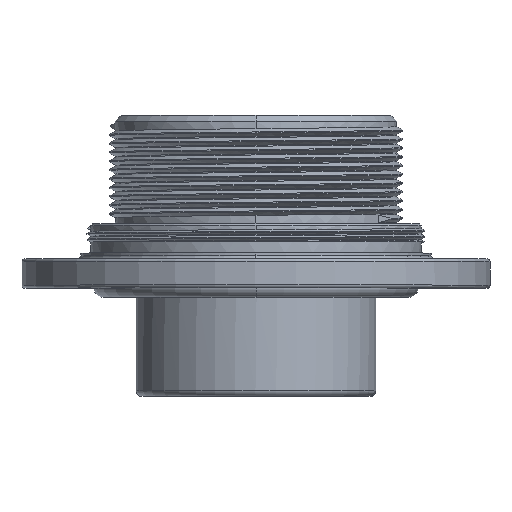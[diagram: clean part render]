
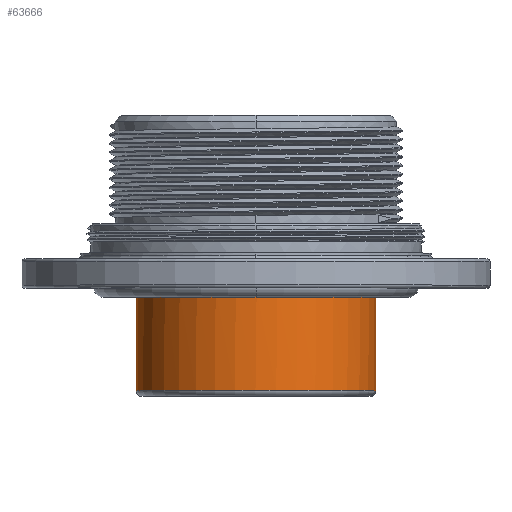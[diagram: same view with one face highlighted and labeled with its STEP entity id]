
A CAD part, top view. The second image highlights one B-rep face of the part: STEP entity #63666.
In plain terms, the highlighted cylindrical face has radius 20.5 mm (diameter 41 mm), a partial arc.
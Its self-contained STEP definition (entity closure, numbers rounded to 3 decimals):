
#16514=CARTESIAN_POINT('',(0.,1.,0.));
#16515=DIRECTION('',(0.,1.,0.));
#16516=DIRECTION('',(-1.,0.,0.));
#16517=AXIS2_PLACEMENT_3D('',#16514,#16515,#16516);
#16519=CARTESIAN_POINT('',(0.,1.,0.));
#16520=DIRECTION('',(0.,1.,0.));
#16521=DIRECTION('',(1.,0.,0.009));
#16522=AXIS2_PLACEMENT_3D('',#16519,#16520,#16521);
#16534=DIRECTION('',(0.,1.,0.));
#16535=VECTOR('',#16534,17.);
#16536=CARTESIAN_POINT('',(20.5,1.,0.));
#16537=LINE('',#16536,#16535);
#16538=DIRECTION('',(0.,-1.,0.));
#16539=VECTOR('',#16538,17.);
#16540=CARTESIAN_POINT('',(-20.5,18.,0.));
#16541=LINE('',#16540,#16539);
#21495=CARTESIAN_POINT('',(0.,18.,0.));
#21496=DIRECTION('',(0.,-1.,0.));
#21497=DIRECTION('',(1.,0.,0.));
#21498=AXIS2_PLACEMENT_3D('',#21495,#21496,#21497);
#21500=CARTESIAN_POINT('',(0.,18.,0.));
#21501=DIRECTION('',(0.,-1.,0.));
#21502=DIRECTION('',(-1.,0.,0.01));
#21503=AXIS2_PLACEMENT_3D('',#21500,#21501,#21502);
#27785=CARTESIAN_POINT('',(-20.5,1.,0.));
#27786=CARTESIAN_POINT('',(20.499,1.,0.182));
#27787=VERTEX_POINT('',#27785);
#27788=VERTEX_POINT('',#27786);
#27789=CARTESIAN_POINT('',(20.5,1.,0.));
#27790=VERTEX_POINT('',#27789);
#27791=CARTESIAN_POINT('',(-20.5,18.,0.));
#27792=VERTEX_POINT('',#27791);
#27793=CARTESIAN_POINT('',(-20.499,18.,0.215));
#27794=VERTEX_POINT('',#27793);
#27795=CARTESIAN_POINT('',(20.5,18.,0.));
#27796=VERTEX_POINT('',#27795);
#63649=CARTESIAN_POINT('',(0.,50.4,0.));
#63650=DIRECTION('',(0.,-1.,0.));
#63651=DIRECTION('',(-1.,0.,0.));
#63652=AXIS2_PLACEMENT_3D('',#63649,#63650,#63651);
#63653=CYLINDRICAL_SURFACE('',#63652,20.5);
#63654=ORIENTED_EDGE('',*,*,#63631,.F.);
#63655=ORIENTED_EDGE('',*,*,#63629,.F.);
#63657=ORIENTED_EDGE('',*,*,#63656,.F.);
#63659=ORIENTED_EDGE('',*,*,#63658,.F.);
#63661=ORIENTED_EDGE('',*,*,#63660,.F.);
#63663=ORIENTED_EDGE('',*,*,#63662,.F.);
#63664=EDGE_LOOP('',(#63654,#63655,#63657,#63659,#63661,#63663));
#63665=FACE_OUTER_BOUND('',#63664,.F.);
#16518=CIRCLE('',#16517,20.5);
#16523=CIRCLE('',#16522,20.5);
#21499=CIRCLE('',#21498,20.5);
#21504=CIRCLE('',#21503,20.5);
#63629=EDGE_CURVE('',#27787,#27788,#16518,.T.);
#63631=EDGE_CURVE('',#27788,#27790,#16523,.T.);
#63656=EDGE_CURVE('',#27792,#27787,#16541,.T.);
#63658=EDGE_CURVE('',#27794,#27792,#21504,.T.);
#63660=EDGE_CURVE('',#27796,#27794,#21499,.T.);
#63662=EDGE_CURVE('',#27790,#27796,#16537,.T.);
#63666=ADVANCED_FACE('',(#63665),#63653,.T.);
